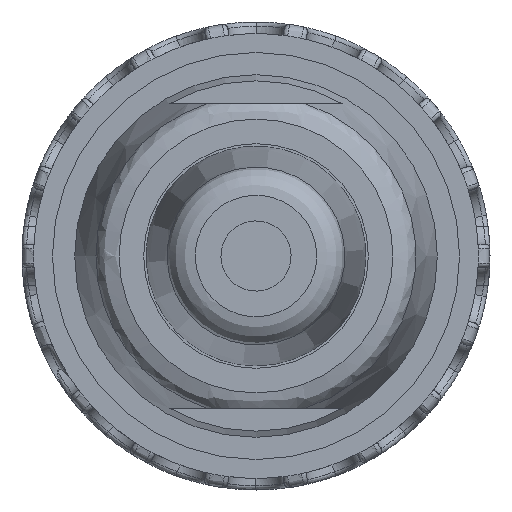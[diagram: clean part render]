
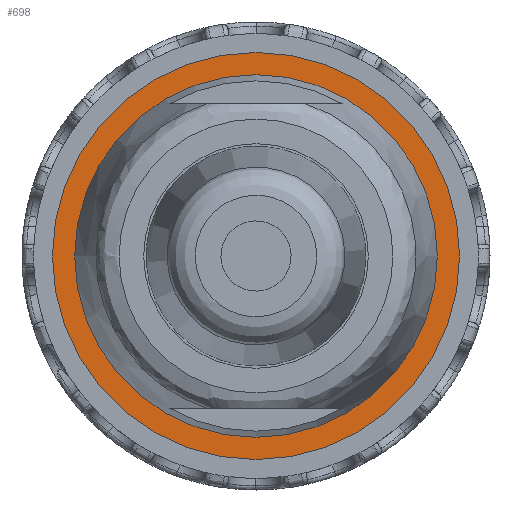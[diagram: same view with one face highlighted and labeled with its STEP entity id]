
A CAD part, front view. The second image highlights one B-rep face of the part: STEP entity #698.
In plain terms, the highlighted planar face has unit normal (0, -1, 0).
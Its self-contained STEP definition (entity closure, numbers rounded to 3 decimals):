
#80=FACE_BOUND('',#1484,.T.);
#81=FACE_BOUND('',#1485,.T.);
#698=ADVANCED_FACE('',(#80,#81),#989,.T.);
#989=PLANE('',#5945);
#1484=EDGE_LOOP('',(#2720));
#1485=EDGE_LOOP('',(#2721));
#2720=ORIENTED_EDGE('',*,*,#4905,.F.);
#2721=ORIENTED_EDGE('',*,*,#4903,.F.);
#4290=VERTEX_POINT('',#9062);
#4292=VERTEX_POINT('',#9067);
#4903=EDGE_CURVE('',#4290,#4290,#5633,.T.);
#4905=EDGE_CURVE('',#4292,#4292,#5635,.T.);
#5633=CIRCLE('',#5941,8.7);
#5635=CIRCLE('',#5944,7.75);
#5941=AXIS2_PLACEMENT_3D('',#9061,#6613,#6614);
#5944=AXIS2_PLACEMENT_3D('',#9066,#6619,#6620);
#5945=AXIS2_PLACEMENT_3D('',#9068,#6621,#6622);
#6613=DIRECTION('',(0.,1.,0.));
#6614=DIRECTION('',(-1.,0.,0.));
#6619=DIRECTION('',(0.,-1.,0.));
#6620=DIRECTION('',(0.,0.,-1.));
#6621=DIRECTION('',(0.,-1.,0.));
#6622=DIRECTION('',(-1.,0.,0.));
#9061=CARTESIAN_POINT('',(0.,8.5,0.));
#9062=CARTESIAN_POINT('',(-8.7,8.5,0.));
#9066=CARTESIAN_POINT('',(0.,8.5,0.));
#9067=CARTESIAN_POINT('',(0.,8.5,-7.75));
#9068=CARTESIAN_POINT('',(9.57,8.5,9.57));
